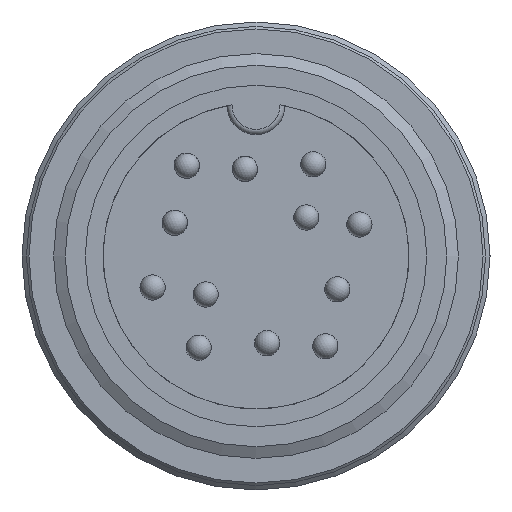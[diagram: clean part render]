
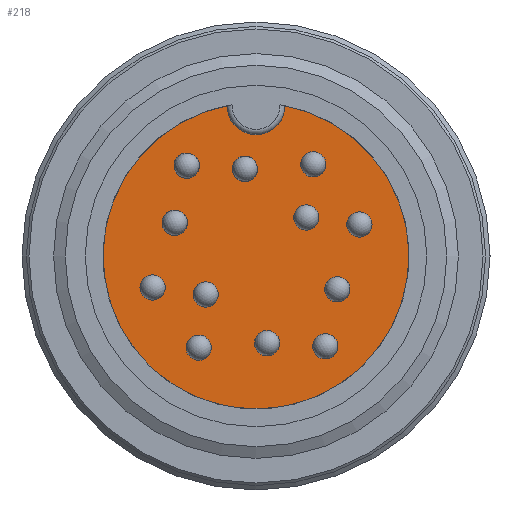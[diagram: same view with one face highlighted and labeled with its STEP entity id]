
A CAD part, left-side view. The second image highlights one B-rep face of the part: STEP entity #218.
In plain terms, the highlighted planar face has unit normal (-1, 0, 0).
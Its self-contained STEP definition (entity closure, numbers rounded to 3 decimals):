
#218=ADVANCED_FACE('',(#319,#320,#321,#322,#323,#324,#325,#326,#327,#328,
#329,#330,#331),#264,.T.);
#264=PLANE('',#976);
#319=FACE_BOUND('',#445,.T.);
#320=FACE_BOUND('',#446,.T.);
#321=FACE_BOUND('',#447,.T.);
#322=FACE_BOUND('',#448,.T.);
#323=FACE_BOUND('',#449,.T.);
#324=FACE_BOUND('',#450,.T.);
#325=FACE_BOUND('',#451,.T.);
#326=FACE_BOUND('',#452,.T.);
#327=FACE_BOUND('',#453,.T.);
#328=FACE_BOUND('',#454,.T.);
#329=FACE_BOUND('',#455,.T.);
#330=FACE_BOUND('',#456,.T.);
#331=FACE_BOUND('',#457,.T.);
#445=EDGE_LOOP('',(#596));
#446=EDGE_LOOP('',(#597));
#447=EDGE_LOOP('',(#598));
#448=EDGE_LOOP('',(#599));
#449=EDGE_LOOP('',(#600));
#450=EDGE_LOOP('',(#601));
#451=EDGE_LOOP('',(#602));
#452=EDGE_LOOP('',(#603));
#453=EDGE_LOOP('',(#604));
#454=EDGE_LOOP('',(#605));
#455=EDGE_LOOP('',(#606));
#456=EDGE_LOOP('',(#607));
#457=EDGE_LOOP('',(#608,#609));
#596=ORIENTED_EDGE('',*,*,#791,.F.);
#597=ORIENTED_EDGE('',*,*,#792,.F.);
#598=ORIENTED_EDGE('',*,*,#793,.F.);
#599=ORIENTED_EDGE('',*,*,#794,.F.);
#600=ORIENTED_EDGE('',*,*,#795,.F.);
#601=ORIENTED_EDGE('',*,*,#796,.F.);
#602=ORIENTED_EDGE('',*,*,#797,.F.);
#603=ORIENTED_EDGE('',*,*,#798,.F.);
#604=ORIENTED_EDGE('',*,*,#799,.F.);
#605=ORIENTED_EDGE('',*,*,#800,.F.);
#606=ORIENTED_EDGE('',*,*,#801,.F.);
#607=ORIENTED_EDGE('',*,*,#802,.F.);
#608=ORIENTED_EDGE('',*,*,#788,.F.);
#609=ORIENTED_EDGE('',*,*,#790,.F.);
#713=VERTEX_POINT('',#1460);
#714=VERTEX_POINT('',#1462);
#715=VERTEX_POINT('',#1468);
#716=VERTEX_POINT('',#1470);
#717=VERTEX_POINT('',#1472);
#718=VERTEX_POINT('',#1474);
#719=VERTEX_POINT('',#1476);
#720=VERTEX_POINT('',#1478);
#721=VERTEX_POINT('',#1480);
#722=VERTEX_POINT('',#1482);
#723=VERTEX_POINT('',#1484);
#724=VERTEX_POINT('',#1486);
#725=VERTEX_POINT('',#1488);
#726=VERTEX_POINT('',#1490);
#788=EDGE_CURVE('',#713,#714,#861,.T.);
#790=EDGE_CURVE('',#714,#713,#862,.T.);
#791=EDGE_CURVE('',#715,#715,#863,.T.);
#792=EDGE_CURVE('',#716,#716,#864,.T.);
#793=EDGE_CURVE('',#717,#717,#865,.T.);
#794=EDGE_CURVE('',#718,#718,#866,.T.);
#795=EDGE_CURVE('',#719,#719,#867,.T.);
#796=EDGE_CURVE('',#720,#720,#868,.T.);
#797=EDGE_CURVE('',#721,#721,#869,.T.);
#798=EDGE_CURVE('',#722,#722,#870,.T.);
#799=EDGE_CURVE('',#723,#723,#871,.T.);
#800=EDGE_CURVE('',#724,#724,#872,.T.);
#801=EDGE_CURVE('',#725,#725,#873,.T.);
#802=EDGE_CURVE('',#726,#726,#874,.T.);
#861=CIRCLE('',#960,6.05);
#862=CIRCLE('',#962,1.15);
#863=CIRCLE('',#964,0.5);
#864=CIRCLE('',#965,0.5);
#865=CIRCLE('',#966,0.5);
#866=CIRCLE('',#967,0.5);
#867=CIRCLE('',#968,0.5);
#868=CIRCLE('',#969,0.5);
#869=CIRCLE('',#970,0.5);
#870=CIRCLE('',#971,0.5);
#871=CIRCLE('',#972,0.5);
#872=CIRCLE('',#973,0.5);
#873=CIRCLE('',#974,0.5);
#874=CIRCLE('',#975,0.5);
#960=AXIS2_PLACEMENT_3D('',#1461,#1162,#1163);
#962=AXIS2_PLACEMENT_3D('',#1465,#1167,#1168);
#964=AXIS2_PLACEMENT_3D('',#1467,#1171,#1172);
#965=AXIS2_PLACEMENT_3D('',#1469,#1173,#1174);
#966=AXIS2_PLACEMENT_3D('',#1471,#1175,#1176);
#967=AXIS2_PLACEMENT_3D('',#1473,#1177,#1178);
#968=AXIS2_PLACEMENT_3D('',#1475,#1179,#1180);
#969=AXIS2_PLACEMENT_3D('',#1477,#1181,#1182);
#970=AXIS2_PLACEMENT_3D('',#1479,#1183,#1184);
#971=AXIS2_PLACEMENT_3D('',#1481,#1185,#1186);
#972=AXIS2_PLACEMENT_3D('',#1483,#1187,#1188);
#973=AXIS2_PLACEMENT_3D('',#1485,#1189,#1190);
#974=AXIS2_PLACEMENT_3D('',#1487,#1191,#1192);
#975=AXIS2_PLACEMENT_3D('',#1489,#1193,#1194);
#976=AXIS2_PLACEMENT_3D('',#1491,#1195,#1196);
#1162=DIRECTION('',(1.,0.,0.));
#1163=DIRECTION('',(0.,0.,1.));
#1167=DIRECTION('',(-1.,0.,0.));
#1168=DIRECTION('',(0.,0.,1.));
#1171=DIRECTION('',(-1.,0.,0.));
#1172=DIRECTION('',(0.,0.,1.));
#1173=DIRECTION('',(-1.,0.,0.));
#1174=DIRECTION('',(0.,0.,1.));
#1175=DIRECTION('',(-1.,0.,0.));
#1176=DIRECTION('',(0.,0.,1.));
#1177=DIRECTION('',(-1.,0.,0.));
#1178=DIRECTION('',(0.,0.,1.));
#1179=DIRECTION('',(-1.,0.,0.));
#1180=DIRECTION('',(0.,0.,1.));
#1181=DIRECTION('',(-1.,0.,0.));
#1182=DIRECTION('',(0.,0.,1.));
#1183=DIRECTION('',(-1.,0.,0.));
#1184=DIRECTION('',(0.,0.,1.));
#1185=DIRECTION('',(-1.,0.,0.));
#1186=DIRECTION('',(0.,0.,1.));
#1187=DIRECTION('',(-1.,0.,0.));
#1188=DIRECTION('',(0.,0.,1.));
#1189=DIRECTION('',(-1.,0.,0.));
#1190=DIRECTION('',(0.,0.,1.));
#1191=DIRECTION('',(-1.,0.,0.));
#1192=DIRECTION('',(0.,0.,1.));
#1193=DIRECTION('',(-1.,0.,0.));
#1194=DIRECTION('',(0.,0.,1.));
#1195=DIRECTION('',(-1.,0.,0.));
#1196=DIRECTION('',(0.,0.,1.));
#1460=CARTESIAN_POINT('',(-1.3,-1.15,5.94));
#1461=CARTESIAN_POINT('',(-1.3,0.,0.));
#1462=CARTESIAN_POINT('',(-1.3,1.15,5.94));
#1465=CARTESIAN_POINT('',(-1.3,0.,5.95));
#1467=CARTESIAN_POINT('',(-1.3,3.215,1.315));
#1468=CARTESIAN_POINT('',(-1.3,3.215,1.815));
#1469=CARTESIAN_POINT('',(-1.3,2.739,3.57));
#1470=CARTESIAN_POINT('',(-1.3,2.739,4.07));
#1471=CARTESIAN_POINT('',(-1.3,-2.26,3.625));
#1472=CARTESIAN_POINT('',(-1.3,-2.26,4.125));
#1473=CARTESIAN_POINT('',(-1.3,0.438,3.445));
#1474=CARTESIAN_POINT('',(-1.3,0.438,3.945));
#1475=CARTESIAN_POINT('',(-1.3,-1.983,1.522));
#1476=CARTESIAN_POINT('',(-1.3,-1.983,2.022));
#1477=CARTESIAN_POINT('',(-1.3,-4.087,1.245));
#1478=CARTESIAN_POINT('',(-1.3,-4.087,1.745));
#1479=CARTESIAN_POINT('',(-1.3,-3.215,-1.315));
#1480=CARTESIAN_POINT('',(-1.3,-3.215,-0.815));
#1481=CARTESIAN_POINT('',(-1.3,-2.739,-3.57));
#1482=CARTESIAN_POINT('',(-1.3,-2.739,-3.07));
#1483=CARTESIAN_POINT('',(-1.3,-0.438,-3.445));
#1484=CARTESIAN_POINT('',(-1.3,-0.438,-2.945));
#1485=CARTESIAN_POINT('',(-1.3,2.26,-3.625));
#1486=CARTESIAN_POINT('',(-1.3,2.26,-3.125));
#1487=CARTESIAN_POINT('',(-1.3,1.983,-1.522));
#1488=CARTESIAN_POINT('',(-1.3,1.983,-1.022));
#1489=CARTESIAN_POINT('',(-1.3,4.087,-1.245));
#1490=CARTESIAN_POINT('',(-1.3,4.087,-0.745));
#1491=CARTESIAN_POINT('',(-1.3,0.,0.));
